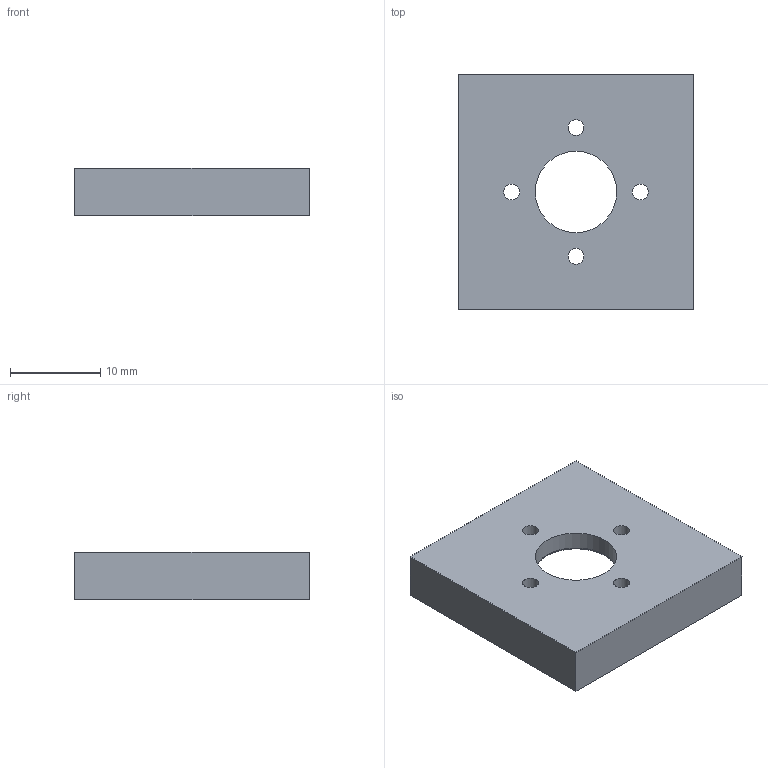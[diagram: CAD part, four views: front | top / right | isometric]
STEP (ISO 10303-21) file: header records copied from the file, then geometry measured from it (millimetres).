
FILE_DESCRIPTION(/* description */ (''),/* implementation_level */ '2;1');
FILE_NAME(/* name */ '7bf73182-1cae-4759-9eb0-3ecc8feec920.stp',/* time_stamp */ '2026-02-26T19:23:48Z',/* author */ (''),/* organization */ (''),/* preprocessor_version */ 'ST-DEVELOPER v20.1',/* originating_system */ 'Autodesk Translation Framework v14.24.0.0',/* authorisation */ '');
FILE_SCHEMA (('AUTOMOTIVE_DESIGN { 1 0 10303 214 3 1 1 }'));
Length unit declared in the file: millimetre
Products named in the file (1): circleServoHornMountTest1
Bounding box: 26 x 26 x 5.25 mm (x, y, z)
Volume: 2343.5 mm3; surface area: 2050.2 mm2
Topology: 1 solids, 1 shells, 19 faces, 43 edges, 27 vertices
Faces by surface type: plane 7, torus 6, cylinder 6
Full cylindrical faces by diameter (mm): 1.75 x4, 9 x1, 21 x1
Entity records: 595 total; most frequent: DIRECTION 108, CARTESIAN_POINT 90, ORIENTED_EDGE 86, AXIS2_PLACEMENT_3D 45, EDGE_CURVE 43, EDGE_LOOP 30, VERTEX_POINT 27, CIRCLE 25
